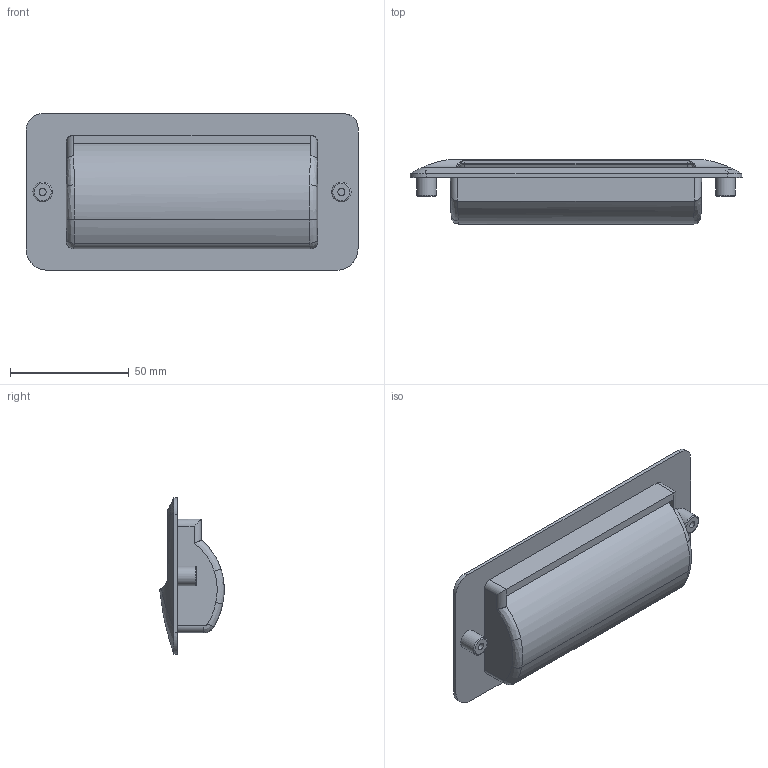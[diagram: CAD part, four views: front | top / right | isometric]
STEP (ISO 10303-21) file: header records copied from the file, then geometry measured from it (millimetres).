
FILE_DESCRIPTION(/* description */ (''),/* implementation_level */ '2;1');
FILE_NAME(/* name */ 'DR_A-MP200.stp',/* time_stamp */ '2017-07-18T09:32:24+09:00',/* author */ ('user'),/* organization */ (''),/* preprocessor_version */ 'ST-DEVELOPER v15.6',/* originating_system */ 'Autodesk Inventor 2015',/* authorisation */ '');
FILE_SCHEMA (('AUTOMOTIVE_DESIGN { 1 0 10303 214 3 1 1 }'));
Length unit declared in the file: millimetre
Products named in the file (1): DR_A-MP200
Bounding box: 140 x 27.19 x 66 mm (x, y, z)
Volume: 42921.4 mm3; surface area: 32893.5 mm2
Topology: 1 solids, 1 shells, 106 faces, 254 edges, 155 vertices
Faces by surface type: cylinder 34, bspline 32, plane 24, torus 14, sphere 2
Full cylindrical faces by diameter (mm): 3 x2, 8.2 x2
Entity records: 5944 total; most frequent: CARTESIAN_POINT 3706, ORIENTED_EDGE 494, DIRECTION 414, EDGE_CURVE 247, AXIS2_PLACEMENT_3D 174, VERTEX_POINT 154, EDGE_LOOP 117, FACE_OUTER_BOUND 106
